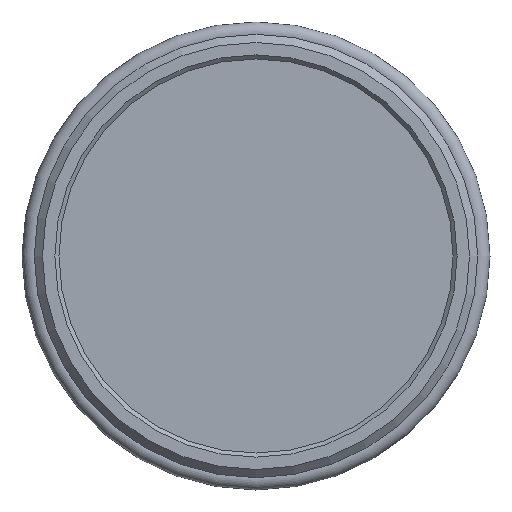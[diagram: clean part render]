
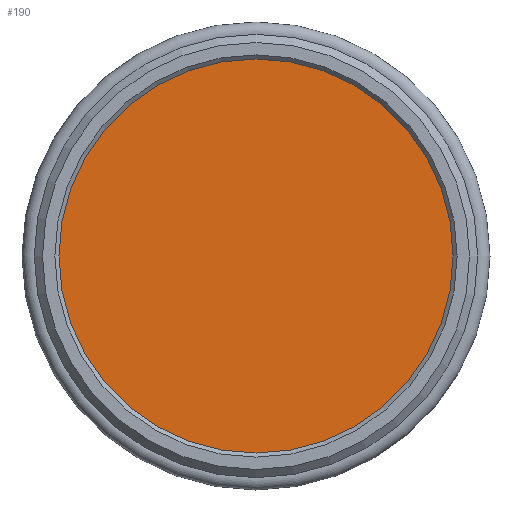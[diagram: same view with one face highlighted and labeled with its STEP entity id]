
A CAD part, front view. The second image highlights one B-rep face of the part: STEP entity #190.
In plain terms, the highlighted planar face has unit normal (0, -1, 0).
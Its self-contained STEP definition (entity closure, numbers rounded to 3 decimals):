
#40=FACE_OUTER_BOUND('',#54,.T.);
#54=EDGE_LOOP('',(#132));
#69=CIRCLE('',#229,24.);
#87=VERTEX_POINT('',#329);
#105=EDGE_CURVE('',#87,#87,#69,.T.);
#132=ORIENTED_EDGE('',*,*,#105,.F.);
#185=PLANE('',#228);
#190=ADVANCED_FACE('',(#40),#185,.F.);
#228=AXIS2_PLACEMENT_3D('',#328,#263,#264);
#229=AXIS2_PLACEMENT_3D('',#330,#265,#266);
#263=DIRECTION('center_axis',(0.,1.,0.));
#264=DIRECTION('ref_axis',(0.,0.,1.));
#265=DIRECTION('center_axis',(0.,1.,0.));
#266=DIRECTION('ref_axis',(1.,0.,0.));
#328=CARTESIAN_POINT('Origin',(-6.362,0.052,0.));
#329=CARTESIAN_POINT('',(-30.362,0.052,0.));
#330=CARTESIAN_POINT('Origin',(-6.362,0.052,0.));
